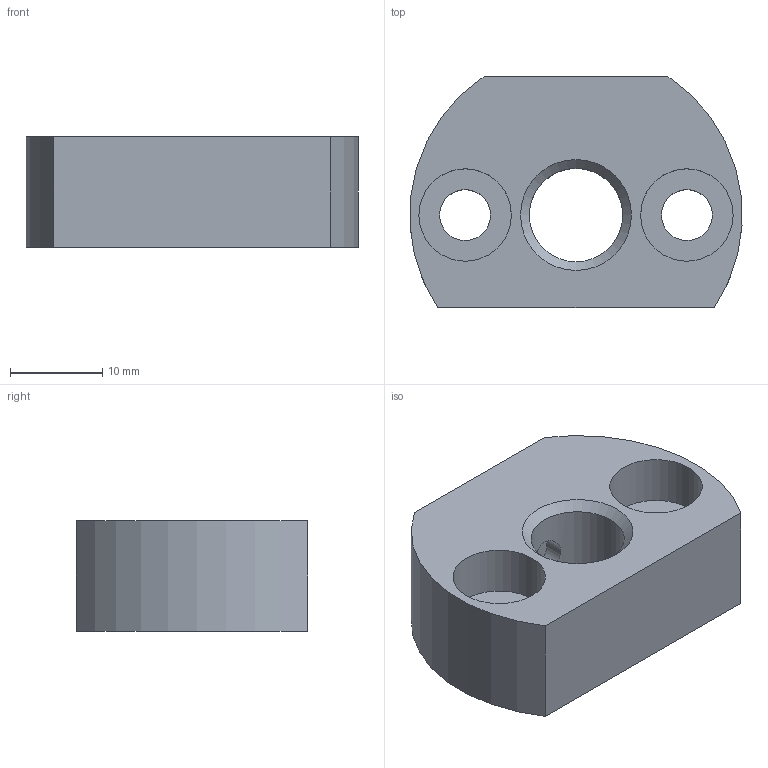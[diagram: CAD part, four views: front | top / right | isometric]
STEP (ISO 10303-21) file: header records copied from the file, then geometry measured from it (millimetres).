
FILE_DESCRIPTION( ( 'STEP AP214' ), '1' );
FILE_NAME( 'K0638.112_A.stp', '2021-01-06T10:46:54', ( '' ), ( '' ), ' ', 'PARTsolutions', ' ' );
FILE_SCHEMA( ( 'AUTOMOTIVE_DESIGN { 1 0 10303 214 1 1 1 1 }' ) );
Length unit declared in the file: millimetre
Products named in the file (1): _K0638.112_A
Bounding box: 35.93 x 25 x 12 mm (x, y, z)
Volume: 7513.3 mm3; surface area: 3612.1 mm2
Topology: 1 solids, 1 shells, 28 faces, 60 edges, 39 vertices
Faces by surface type: plane 15, cylinder 8, cone 5
Full cylindrical faces by diameter (mm): 4.134 x1, 5.5 x2, 10 x2, 10.106 x1
Entity records: 1004 total; most frequent: CARTESIAN_POINT 172, DIRECTION 126, ORIENTED_EDGE 96, AXIS2_PLACEMENT_3D 50, EDGE_LOOP 50, EDGE_CURVE 48, VERTEX_POINT 38, FACE_OUTER_BOUND 34
